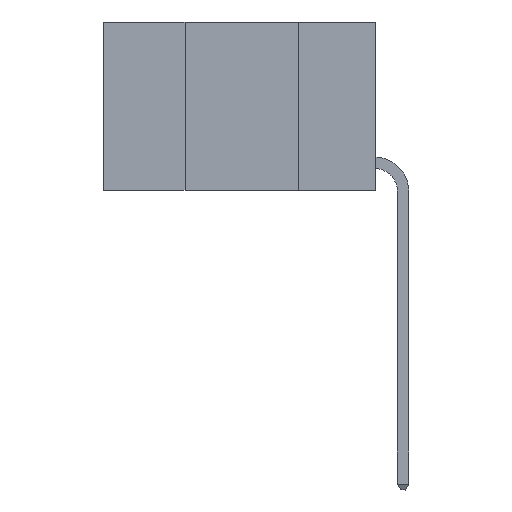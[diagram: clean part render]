
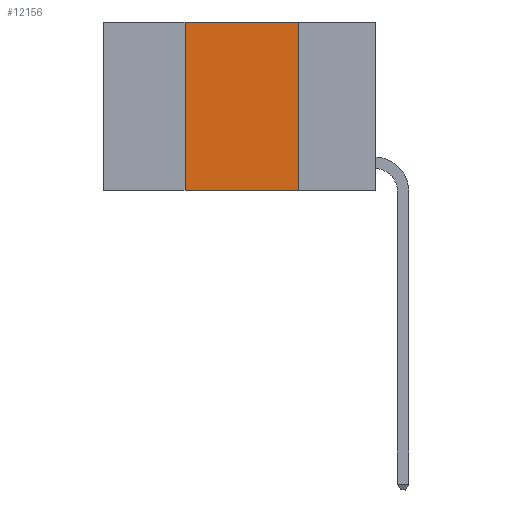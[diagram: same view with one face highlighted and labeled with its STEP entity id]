
A CAD part, left-side view. The second image highlights one B-rep face of the part: STEP entity #12156.
In plain terms, the highlighted planar face has unit normal (-1, 0, 0).
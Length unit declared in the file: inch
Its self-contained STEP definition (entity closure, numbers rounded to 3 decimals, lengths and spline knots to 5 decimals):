
#111 = EDGE_CURVE ( 'NONE', #6359, #6020, #14534, .T. ) ;
#695 = CARTESIAN_POINT ( 'NONE',  ( 0., 0.42, 0. ) ) ;
#729 = VERTEX_POINT ( 'NONE', #14045 ) ;
#873 = VECTOR ( 'NONE', #2233, 39.37008 ) ;
#923 = AXIS2_PLACEMENT_3D ( 'NONE', #14069, #1669, #10527 ) ;
#1669 = DIRECTION ( 'NONE',  ( 1., 0., 0. ) ) ;
#1933 = EDGE_LOOP ( 'NONE', ( #1975, #8343, #14024, #10860 ) ) ;
#1975 = ORIENTED_EDGE ( 'NONE', *, *, #111, .F. ) ;
#2233 = DIRECTION ( 'NONE',  ( 0., 0., -1. ) ) ;
#3341 = DIRECTION ( 'NONE',  ( 0., 0., 1. ) ) ;
#4777 = CARTESIAN_POINT ( 'NONE',  ( 0., 0.42, -0.37 ) ) ;
#4788 = FACE_OUTER_BOUND ( 'NONE', #1933, .T. ) ;
#5119 = CARTESIAN_POINT ( 'NONE',  ( 0., 0.17, 0. ) ) ;
#5439 = PLANE ( 'NONE',  #923 ) ;
#6020 = VERTEX_POINT ( 'NONE', #6882 ) ;
#6189 = VECTOR ( 'NONE', #3341, 39.37008 ) ;
#6272 = CARTESIAN_POINT ( 'NONE',  ( 0., 0.17, 0. ) ) ;
#6359 = VERTEX_POINT ( 'NONE', #6272 ) ;
#6369 = DIRECTION ( 'NONE',  ( 0., -1., 0. ) ) ;
#6811 = EDGE_CURVE ( 'NONE', #6863, #729, #13129, .T. ) ;
#6863 = VERTEX_POINT ( 'NONE', #4777 ) ;
#6882 = CARTESIAN_POINT ( 'NONE',  ( 0., 0.17, -0.37 ) ) ;
#8010 = VECTOR ( 'NONE', #11504, 39.37008 ) ;
#8343 = ORIENTED_EDGE ( 'NONE', *, *, #14705, .F. ) ;
#10300 = CARTESIAN_POINT ( 'NONE',  ( 0., 0.6, -0.37 ) ) ;
#10348 = LINE ( 'NONE', #13717, #15868 ) ;
#10527 = DIRECTION ( 'NONE',  ( 0., 0., -1. ) ) ;
#10860 = ORIENTED_EDGE ( 'NONE', *, *, #14811, .T. ) ;
#11504 = DIRECTION ( 'NONE',  ( 0., -1., 0. ) ) ;
#12156 = ADVANCED_FACE ( 'NONE', ( #4788 ), #5439, .F. ) ;
#13129 = LINE ( 'NONE', #695, #6189 ) ;
#13717 = CARTESIAN_POINT ( 'NONE',  ( 0., 0.6, 0. ) ) ;
#14024 = ORIENTED_EDGE ( 'NONE', *, *, #6811, .F. ) ;
#14045 = CARTESIAN_POINT ( 'NONE',  ( 0., 0.42, 0. ) ) ;
#14069 = CARTESIAN_POINT ( 'NONE',  ( 0., 0.6, 0. ) ) ;
#14432 = LINE ( 'NONE', #10300, #8010 ) ;
#14534 = LINE ( 'NONE', #5119, #873 ) ;
#14705 = EDGE_CURVE ( 'NONE', #729, #6359, #10348, .T. ) ;
#14811 = EDGE_CURVE ( 'NONE', #6863, #6020, #14432, .T. ) ;
#15868 = VECTOR ( 'NONE', #6369, 39.37008 ) ;
